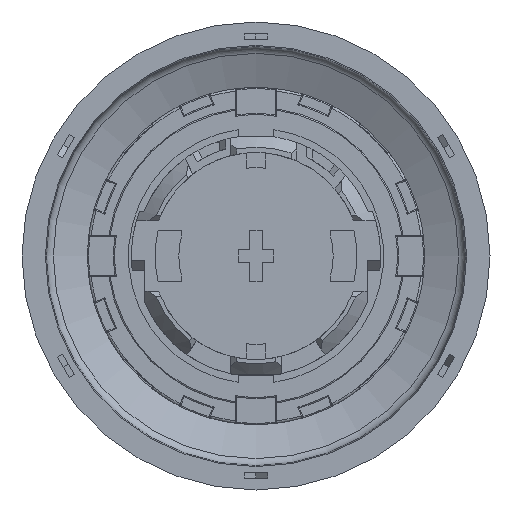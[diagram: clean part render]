
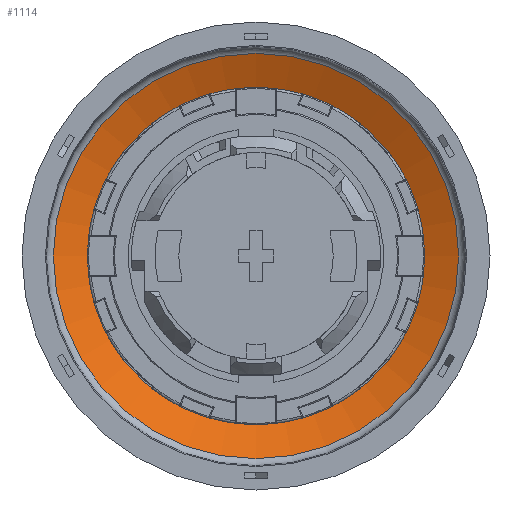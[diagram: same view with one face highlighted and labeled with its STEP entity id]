
A CAD part, front view. The second image highlights one B-rep face of the part: STEP entity #1114.
In plain terms, the highlighted conical face has half-angle 66.457 degrees and reference radius 17.322 mm.
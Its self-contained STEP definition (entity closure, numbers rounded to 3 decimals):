
#1114 = ADVANCED_FACE( '', ( #2388, #2389 ), #2390, .F. );
#2388 = FACE_OUTER_BOUND( '', #4258, .T. );
#2389 = FACE_BOUND( '', #4259, .T. );
#2390 = CONICAL_SURFACE( '', #4260, 17.322, 1.16 );
#4258 = EDGE_LOOP( '', ( #7727 ) );
#4259 = EDGE_LOOP( '', ( #7728 ) );
#4260 = AXIS2_PLACEMENT_3D( '', #7729, #7730, #7731 );
#7727 = ORIENTED_EDGE( '', *, *, #10460, .F. );
#7728 = ORIENTED_EDGE( '', *, *, #10461, .T. );
#7729 = CARTESIAN_POINT( '', ( 0., 16.085, 0. ) );
#7730 = DIRECTION( '', ( 0., -1., 0. ) );
#7731 = DIRECTION( '', ( 0., 0., -1. ) );
#10460 = EDGE_CURVE( '', #12842, #12842, #12843, .T. );
#10461 = EDGE_CURVE( '', #12844, #12844, #12845, .T. );
#12842 = VERTEX_POINT( '', #16923 );
#12843 = CIRCLE( '', #16924, 17.322 );
#12844 = VERTEX_POINT( '', #16925 );
#12845 = CIRCLE( '', #16926, 12.08 );
#16923 = CARTESIAN_POINT( '', ( 0., 16.085, 17.322 ) );
#16924 = AXIS2_PLACEMENT_3D( '', #19019, #19020, #19021 );
#16925 = CARTESIAN_POINT( '', ( 0., 18.369, 12.08 ) );
#16926 = AXIS2_PLACEMENT_3D( '', #19022, #19023, #19024 );
#19019 = CARTESIAN_POINT( '', ( 0., 16.085, 0. ) );
#19020 = DIRECTION( '', ( 0., 1., 0. ) );
#19021 = DIRECTION( '', ( 0., 0., 1. ) );
#19022 = CARTESIAN_POINT( '', ( 0., 18.369, 0. ) );
#19023 = DIRECTION( '', ( 0., 1., 0. ) );
#19024 = DIRECTION( '', ( 0., 0., 1. ) );
